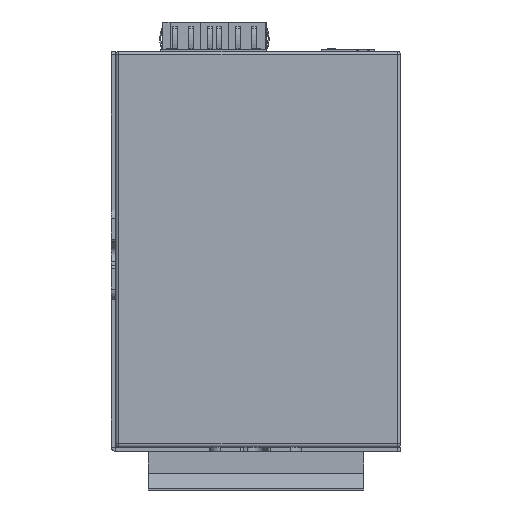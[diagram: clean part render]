
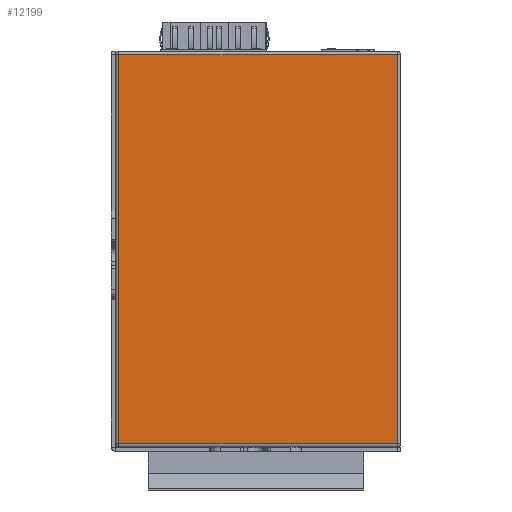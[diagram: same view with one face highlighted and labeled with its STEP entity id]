
A CAD part, front view. The second image highlights one B-rep face of the part: STEP entity #12199.
In plain terms, the highlighted planar face has unit normal (0, -1, 0).
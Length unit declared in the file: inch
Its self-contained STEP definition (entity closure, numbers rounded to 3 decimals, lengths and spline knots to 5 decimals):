
#1071 = DIRECTION ( 'NONE',  ( -1., 0., 0. ) ) ;
#2169 = CARTESIAN_POINT ( 'NONE',  ( 1.92532, 1.38785, 4.4822 ) ) ;
#5455 = VECTOR ( 'NONE', #46952, 39.37008 ) ;
#5537 = FACE_OUTER_BOUND ( 'NONE', #36490, .T. ) ;
#6272 = ORIENTED_EDGE ( 'NONE', *, *, #22133, .T. ) ;
#6288 = CARTESIAN_POINT ( 'NONE',  ( 1.92532, 1.38785, 0.7857 ) ) ;
#9026 = VERTEX_POINT ( 'NONE', #10180 ) ;
#9135 = PLANE ( 'NONE',  #34571 ) ;
#9864 = CARTESIAN_POINT ( 'NONE',  ( 1.89317, 1.38785, 4.51435 ) ) ;
#10180 = CARTESIAN_POINT ( 'NONE',  ( 4.57182, 1.38785, 0.7857 ) ) ;
#12199 = ADVANCED_FACE ( 'NONE', ( #5537 ), #9135, .F. ) ;
#14203 = ORIENTED_EDGE ( 'NONE', *, *, #33661, .T. ) ;
#16966 = ORIENTED_EDGE ( 'NONE', *, *, #19239, .T. ) ;
#17755 = CARTESIAN_POINT ( 'NONE',  ( 1.89317, 1.38785, 4.4822 ) ) ;
#18893 = VERTEX_POINT ( 'NONE', #53268 ) ;
#19060 = EDGE_CURVE ( 'NONE', #9026, #18893, #46027, .T. ) ;
#19239 = EDGE_CURVE ( 'NONE', #18893, #52606, #30987, .T. ) ;
#20864 = CARTESIAN_POINT ( 'NONE',  ( 4.57182, 1.38785, 4.51435 ) ) ;
#22133 = EDGE_CURVE ( 'NONE', #26396, #9026, #44397, .T. ) ;
#24094 = DIRECTION ( 'NONE',  ( 0., 0., -1. ) ) ;
#24547 = ORIENTED_EDGE ( 'NONE', *, *, #19060, .T. ) ;
#26368 = VECTOR ( 'NONE', #24094, 39.37008 ) ;
#26396 = VERTEX_POINT ( 'NONE', #6288 ) ;
#27437 = VECTOR ( 'NONE', #53480, 39.37008 ) ;
#28301 = CARTESIAN_POINT ( 'NONE',  ( 1.92532, 1.38785, 4.51435 ) ) ;
#30339 = LINE ( 'NONE', #28301, #26368 ) ;
#30987 = LINE ( 'NONE', #17755, #5455 ) ;
#33661 = EDGE_CURVE ( 'NONE', #52606, #26396, #30339, .T. ) ;
#34571 = AXIS2_PLACEMENT_3D ( 'NONE', #9864, #38526, #1071 ) ;
#36490 = EDGE_LOOP ( 'NONE', ( #16966, #14203, #6272, #24547 ) ) ;
#37566 = VECTOR ( 'NONE', #50083, 39.37008 ) ;
#38526 = DIRECTION ( 'NONE',  ( 0., 1., 0. ) ) ;
#44397 = LINE ( 'NONE', #49087, #27437 ) ;
#46027 = LINE ( 'NONE', #20864, #37566 ) ;
#46952 = DIRECTION ( 'NONE',  ( -1., 0., 0. ) ) ;
#49087 = CARTESIAN_POINT ( 'NONE',  ( 1.89317, 1.38785, 0.7857 ) ) ;
#50083 = DIRECTION ( 'NONE',  ( 0., 0., 1. ) ) ;
#52606 = VERTEX_POINT ( 'NONE', #2169 ) ;
#53268 = CARTESIAN_POINT ( 'NONE',  ( 4.57182, 1.38785, 4.4822 ) ) ;
#53480 = DIRECTION ( 'NONE',  ( 1., 0., 0. ) ) ;
